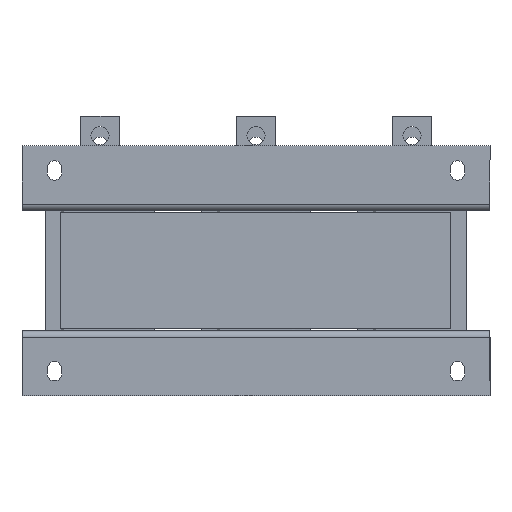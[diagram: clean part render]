
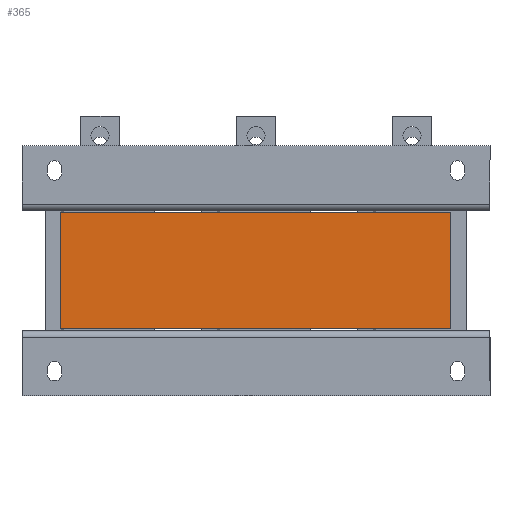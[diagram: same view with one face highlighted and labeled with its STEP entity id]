
A CAD part, front view. The second image highlights one B-rep face of the part: STEP entity #365.
In plain terms, the highlighted planar face has unit normal (0, -1, 0).
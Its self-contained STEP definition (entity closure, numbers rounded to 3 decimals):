
#181 = CARTESIAN_POINT ( 'NONE',  ( -150., -153.4, -44.75 ) ) ;
#200 = VECTOR ( 'NONE', #17263, 1000. ) ;
#365 = ADVANCED_FACE ( 'Defeature ausgef�hrt2_51', ( #10824 ), #10278, .F. ) ;
#728 = VECTOR ( 'NONE', #4293, 1000. ) ;
#766 = LINE ( 'NONE', #7021, #15817 ) ;
#1468 = VERTEX_POINT ( 'NONE', #7331 ) ;
#1598 = DIRECTION ( 'NONE',  ( 0., 0., -1. ) ) ;
#2117 = ORIENTED_EDGE ( 'NONE', *, *, #3919, .T. ) ;
#2410 = CARTESIAN_POINT ( 'NONE',  ( 150., -153.4, 44.75 ) ) ;
#3435 = LINE ( 'NONE', #14384, #10310 ) ;
#3512 = ORIENTED_EDGE ( 'NONE', *, *, #13748, .T. ) ;
#3919 = EDGE_CURVE ( 'Defeature ausgef�hrt2_51+Defeature ausgef�hrt2_54+Defeature ausgef�hrt2_52+Defeature ausgef�hrt2_53', #4105, #14172, #3435, .T. ) ;
#4105 = VERTEX_POINT ( 'NONE', #181 ) ;
#4269 = EDGE_LOOP ( 'NONE', ( #2117, #14829, #7165, #3512 ) ) ;
#4293 = DIRECTION ( 'NONE',  ( 0., 0., -1. ) ) ;
#4458 = LINE ( 'NONE', #10890, #728 ) ;
#4531 = EDGE_CURVE ( 'Defeature ausgef�hrt2_53+Defeature ausgef�hrt2_51+Defeature ausgef�hrt2_55+Defeature ausgef�hrt2_54', #9036, #14172, #4458, .T. ) ;
#6364 = DIRECTION ( 'NONE',  ( 1., 0., 0. ) ) ;
#6716 = CARTESIAN_POINT ( 'NONE',  ( 150., -153.4, -44.75 ) ) ;
#6852 = EDGE_CURVE ( 'Defeature ausgef�hrt2_55+Defeature ausgef�hrt2_51+Defeature ausgef�hrt2_52+Defeature ausgef�hrt2_53', #1468, #9036, #15451, .T. ) ;
#7021 = CARTESIAN_POINT ( 'NONE',  ( -150., -153.4, 44.75 ) ) ;
#7165 = ORIENTED_EDGE ( 'NONE', *, *, #6852, .F. ) ;
#7331 = CARTESIAN_POINT ( 'NONE',  ( -150., -153.4, 44.75 ) ) ;
#7635 = AXIS2_PLACEMENT_3D ( 'NONE', #17095, #8942, #10457 ) ;
#8942 = DIRECTION ( 'NONE',  ( 0., 1., 0. ) ) ;
#9036 = VERTEX_POINT ( 'NONE', #2410 ) ;
#10278 = PLANE ( 'NONE',  #7635 ) ;
#10310 = VECTOR ( 'NONE', #6364, 1000. ) ;
#10457 = DIRECTION ( 'NONE',  ( 0., 0., 1. ) ) ;
#10824 = FACE_OUTER_BOUND ( 'NONE', #4269, .T. ) ;
#10890 = CARTESIAN_POINT ( 'NONE',  ( 150., -153.4, 44.75 ) ) ;
#11837 = CARTESIAN_POINT ( 'NONE',  ( -150., -153.4, 44.75 ) ) ;
#13748 = EDGE_CURVE ( 'Defeature ausgef�hrt2_51+Defeature ausgef�hrt2_52+Defeature ausgef�hrt2_55+Defeature ausgef�hrt2_54', #1468, #4105, #766, .T. ) ;
#14172 = VERTEX_POINT ( 'NONE', #6716 ) ;
#14384 = CARTESIAN_POINT ( 'NONE',  ( -150., -153.4, -44.75 ) ) ;
#14829 = ORIENTED_EDGE ( 'NONE', *, *, #4531, .F. ) ;
#15451 = LINE ( 'NONE', #11837, #200 ) ;
#15817 = VECTOR ( 'NONE', #1598, 1000. ) ;
#17095 = CARTESIAN_POINT ( 'NONE',  ( -150., -153.4, 44.75 ) ) ;
#17263 = DIRECTION ( 'NONE',  ( 1., 0., 0. ) ) ;
